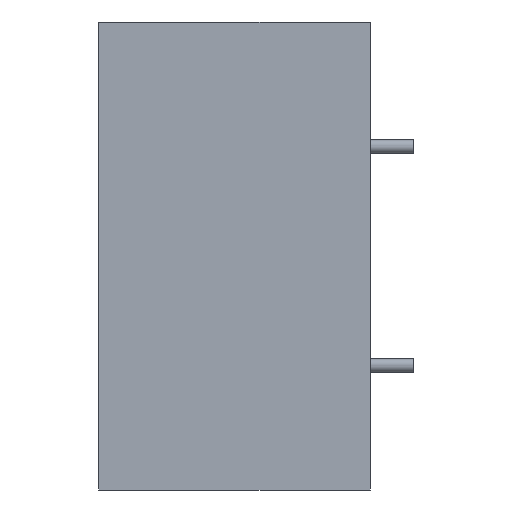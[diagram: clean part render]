
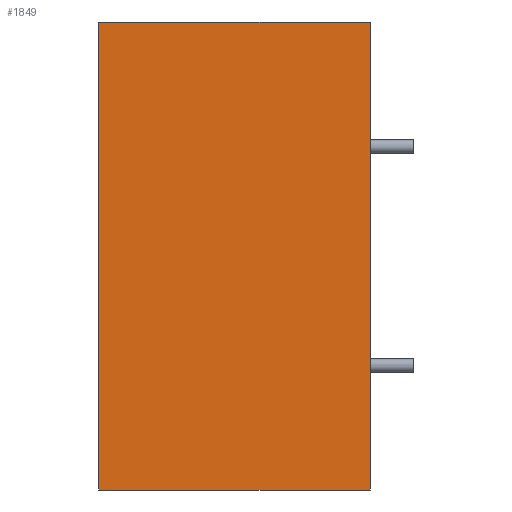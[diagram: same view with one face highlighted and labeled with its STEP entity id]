
A CAD part, left-side view. The second image highlights one B-rep face of the part: STEP entity #1849.
In plain terms, the highlighted planar face has unit normal (-1, 0, 0).
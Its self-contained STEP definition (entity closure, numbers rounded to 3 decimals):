
#147 = VECTOR ( 'NONE', #1835, 1000. ) ;
#386 = LINE ( 'NONE', #2342, #147 ) ;
#443 = CARTESIAN_POINT ( 'NONE',  ( 0., 0., 0. ) ) ;
#476 = EDGE_CURVE ( 'NONE', #657, #527, #2636, .T. ) ;
#502 = ORIENTED_EDGE ( 'NONE', *, *, #476, .T. ) ;
#505 = ORIENTED_EDGE ( 'NONE', *, *, #2126, .F. ) ;
#527 = VERTEX_POINT ( 'NONE', #443 ) ;
#657 = VERTEX_POINT ( 'NONE', #2919 ) ;
#911 = CARTESIAN_POINT ( 'NONE',  ( 0., 0., 43.4 ) ) ;
#1082 = VECTOR ( 'NONE', #1111, 1000. ) ;
#1085 = AXIS2_PLACEMENT_3D ( 'NONE', #2056, #3155, #1802 ) ;
#1111 = DIRECTION ( 'NONE',  ( 0., 0., -1. ) ) ;
#1164 = EDGE_CURVE ( 'NONE', #2950, #657, #386, .T. ) ;
#1466 = CARTESIAN_POINT ( 'NONE',  ( 0., 25.2, 43.4 ) ) ;
#1525 = ORIENTED_EDGE ( 'NONE', *, *, #2018, .F. ) ;
#1703 = DIRECTION ( 'NONE',  ( 0., -1., 0. ) ) ;
#1802 = DIRECTION ( 'NONE',  ( 0., 0., -1. ) ) ;
#1835 = DIRECTION ( 'NONE',  ( 0., 0., -1. ) ) ;
#1849 = ADVANCED_FACE ( 'NONE', ( #2164 ), #2302, .F. ) ;
#1880 = LINE ( 'NONE', #911, #3355 ) ;
#2018 = EDGE_CURVE ( 'NONE', #2950, #3352, #1880, .T. ) ;
#2031 = ORIENTED_EDGE ( 'NONE', *, *, #1164, .T. ) ;
#2044 = VECTOR ( 'NONE', #1703, 1000. ) ;
#2056 = CARTESIAN_POINT ( 'NONE',  ( 0., 0., 43.4 ) ) ;
#2081 = LINE ( 'NONE', #2702, #1082 ) ;
#2126 = EDGE_CURVE ( 'NONE', #3352, #527, #2081, .T. ) ;
#2164 = FACE_OUTER_BOUND ( 'NONE', #2838, .T. ) ;
#2302 = PLANE ( 'NONE',  #1085 ) ;
#2342 = CARTESIAN_POINT ( 'NONE',  ( 0., 25.2, 43.4 ) ) ;
#2636 = LINE ( 'NONE', #3344, #2044 ) ;
#2702 = CARTESIAN_POINT ( 'NONE',  ( 0., 0., 43.4 ) ) ;
#2838 = EDGE_LOOP ( 'NONE', ( #502, #505, #1525, #2031 ) ) ;
#2919 = CARTESIAN_POINT ( 'NONE',  ( 0., 25.2, 0. ) ) ;
#2950 = VERTEX_POINT ( 'NONE', #1466 ) ;
#3000 = DIRECTION ( 'NONE',  ( 0., -1., 0. ) ) ;
#3155 = DIRECTION ( 'NONE',  ( 1., 0., 0. ) ) ;
#3288 = CARTESIAN_POINT ( 'NONE',  ( 0., 0., 43.4 ) ) ;
#3344 = CARTESIAN_POINT ( 'NONE',  ( 0., 0., 0. ) ) ;
#3352 = VERTEX_POINT ( 'NONE', #3288 ) ;
#3355 = VECTOR ( 'NONE', #3000, 1000. ) ;
